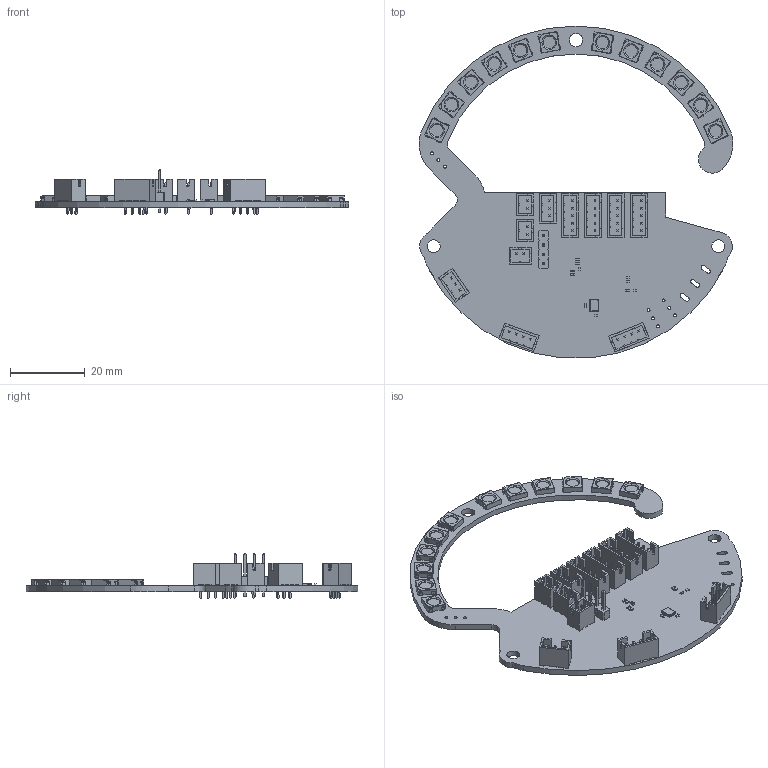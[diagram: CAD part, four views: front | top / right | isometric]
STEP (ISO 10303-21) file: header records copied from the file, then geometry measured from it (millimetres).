
FILE_DESCRIPTION(/* description */ (''),/* implementation_level */ '2;1');
FILE_NAME(/* name */ 'NeoSW.step',/* time_stamp */ '2025-07-15T15:00:58+09:00',/* author */ (''),/* organization */ (''),/* preprocessor_version */ 'ST-DEVELOPER v20.1',/* originating_system */ 'Autodesk Translation Framework v14.10.0.0',/* authorisation */ '');
FILE_SCHEMA (('AUTOMOTIVE_DESIGN { 1 0 10303 214 3 1 1 }'));
Length unit declared in the file: millimetre
Products named in the file (22): NeoSW; PinHeader_1x04_P2.54mm_Vertical; PinHeader_1x04_P254mm_Vertical; C_0402_1005Metric (1); C_0402_1005Metric; JST_PH_B3B-PH-K_1x03_P2.00mm_Vertical; JST_B3B_PH_K; R_0402_1005Metric (1); R_0402_1005Metric; Crystal_SMD_3225-4Pin_3.2x2.5mm (1); Crystal_SMD_3225-4Pin_3.2x2.5mm; LED_0402_1005Metric (1); LED_0402_1005Metric; JST_PH_B5B-PH-K_1x05_P2.00mm_Vertical; JST_B5B_PH_K; LED_WS2812B_PLCC4_5.0x5.0mm_P3.2mm; LED_WS2812B_PLCC4_50x50mm_P32mm; JST_PH_B2B-PH-K_1x02_P2.00mm_Vertical; JST_B2B_PH_K; JST_PH_B4B-PH-K_1x04_P2.00mm_Vertical; JST_B4B_PH_K; _autosave-NeoSW_PCB
Assembly tree (47 placements, depth 3):
  NeoSW
    JST_PH_B5B-PH-K_1x05_P2.00mm_Vertical  x4
      JST_B5B_PH_K
    LED_WS2812B_PLCC4_5.0x5.0mm_P3.2mm  x12
      LED_WS2812B_PLCC4_50x50mm_P32mm
    R_0402_1005Metric (1)  x5
      R_0402_1005Metric
    LED_0402_1005Metric (1)  x3
      LED_0402_1005Metric
    C_0402_1005Metric (1)  x3
      C_0402_1005Metric
    PinHeader_1x04_P2.54mm_Vertical
      PinHeader_1x04_P254mm_Vertical
    JST_PH_B2B-PH-K_1x02_P2.00mm_Vertical  x3
      JST_B2B_PH_K
    JST_PH_B3B-PH-K_1x03_P2.00mm_Vertical  x2
      JST_B3B_PH_K
    JST_PH_B4B-PH-K_1x04_P2.00mm_Vertical  x2
      JST_B4B_PH_K
    Crystal_SMD_3225-4Pin_3.2x2.5mm (1)
      Crystal_SMD_3225-4Pin_3.2x2.5mm
    _autosave-NeoSW_PCB
Bounding box: 84.08 x 88.93 x 11.94 mm (x, y, z)
Volume: 7740.3 mm3; surface area: 13796.7 mm2
Topology: 37 solids, 37 shells, 2931 faces, 7939 edges, 5134 vertices
Faces by surface type: plane 2441, cylinder 478, cone 12
Full cylindrical faces by diameter (mm): 0.75 x40, 0.8 x9, 1 x4, 3.333 x12, 3.5 x3
Entity records: 30633 total; most frequent: CARTESIAN_POINT 5129, ORIENTED_EDGE 5004, DIRECTION 4808, EDGE_CURVE 2502, LINE 2206, VECTOR 2206, VERTEX_POINT 1622, AXIS2_PLACEMENT_3D 1301
